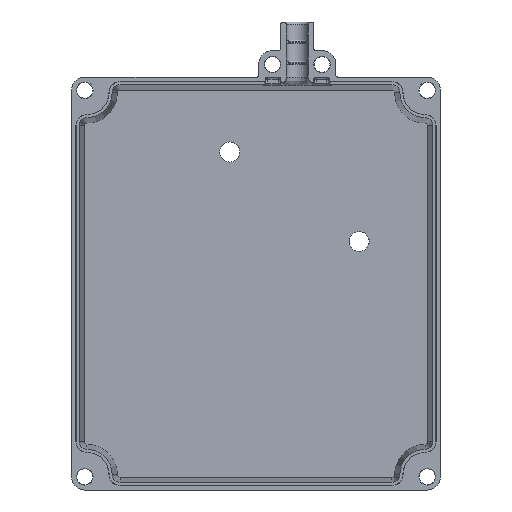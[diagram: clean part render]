
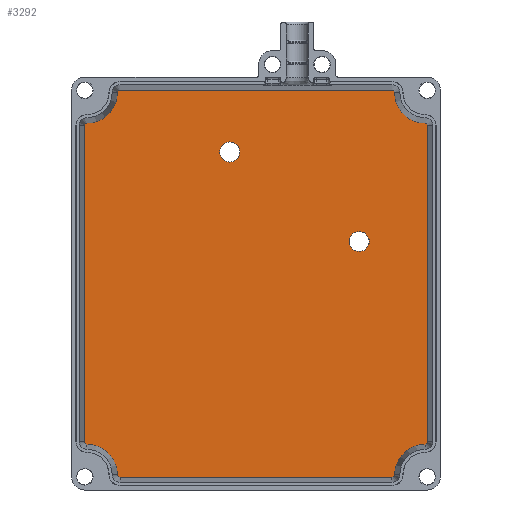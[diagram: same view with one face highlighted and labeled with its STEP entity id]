
A CAD part, top view. The second image highlights one B-rep face of the part: STEP entity #3292.
In plain terms, the highlighted planar face has unit normal (0, 0, 1).
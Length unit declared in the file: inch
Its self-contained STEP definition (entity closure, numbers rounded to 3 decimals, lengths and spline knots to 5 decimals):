
#89=PLANE('',#3672);
#197=LINE('',#4987,#402);
#366=LINE('',#6896,#571);
#367=LINE('',#6904,#572);
#368=LINE('',#6912,#573);
#402=VECTOR('',#3831,2.47);
#571=VECTOR('',#4624,2.87);
#572=VECTOR('',#4631,2.47);
#573=VECTOR('',#4638,2.87);
#700=FACE_BOUND('',#1119,.T.);
#701=FACE_BOUND('',#1120,.T.);
#886=FACE_OUTER_BOUND('',#1118,.T.);
#1118=EDGE_LOOP('',(#2978,#2979,#2980,#2981,#2982,#2983,#2984,#2985,#2986,
#2987,#2988,#2989,#2990,#2991,#2992,#2993));
#1119=EDGE_LOOP('',(#2994));
#1120=EDGE_LOOP('',(#2995));
#1217=CIRCLE('',#3447,0.09131);
#1231=CIRCLE('',#3470,0.09131);
#1304=CIRCLE('',#3673,0.02443);
#1305=CIRCLE('',#3674,0.02443);
#1306=CIRCLE('',#3675,0.27557);
#1307=CIRCLE('',#3676,0.02443);
#1308=CIRCLE('',#3677,0.02443);
#1309=CIRCLE('',#3678,0.27557);
#1310=CIRCLE('',#3679,0.02443);
#1311=CIRCLE('',#3680,0.02443);
#1312=CIRCLE('',#3681,0.27557);
#1313=CIRCLE('',#3682,0.02443);
#1314=CIRCLE('',#3683,0.02443);
#1315=CIRCLE('',#3684,0.27557);
#1379=VERTEX_POINT('',#4984);
#1380=VERTEX_POINT('',#4986);
#1471=VERTEX_POINT('',#5456);
#1489=VERTEX_POINT('',#5501);
#1602=VERTEX_POINT('',#6887);
#1603=VERTEX_POINT('',#6889);
#1604=VERTEX_POINT('',#6891);
#1605=VERTEX_POINT('',#6893);
#1606=VERTEX_POINT('',#6895);
#1607=VERTEX_POINT('',#6897);
#1608=VERTEX_POINT('',#6899);
#1609=VERTEX_POINT('',#6901);
#1610=VERTEX_POINT('',#6903);
#1611=VERTEX_POINT('',#6905);
#1612=VERTEX_POINT('',#6907);
#1613=VERTEX_POINT('',#6909);
#1614=VERTEX_POINT('',#6911);
#1615=VERTEX_POINT('',#6913);
#1687=EDGE_CURVE('',#1380,#1379,#197,.T.);
#1810=EDGE_CURVE('',#1471,#1471,#1217,.T.);
#1828=EDGE_CURVE('',#1489,#1489,#1231,.T.);
#2067=EDGE_CURVE('',#1602,#1380,#1304,.T.);
#2068=EDGE_CURVE('',#1379,#1603,#1305,.T.);
#2069=EDGE_CURVE('',#1603,#1604,#1306,.T.);
#2070=EDGE_CURVE('',#1604,#1605,#1307,.T.);
#2071=EDGE_CURVE('',#1605,#1606,#366,.T.);
#2072=EDGE_CURVE('',#1606,#1607,#1308,.T.);
#2073=EDGE_CURVE('',#1607,#1608,#1309,.T.);
#2074=EDGE_CURVE('',#1608,#1609,#1310,.T.);
#2075=EDGE_CURVE('',#1609,#1610,#367,.T.);
#2076=EDGE_CURVE('',#1610,#1611,#1311,.T.);
#2077=EDGE_CURVE('',#1611,#1612,#1312,.T.);
#2078=EDGE_CURVE('',#1612,#1613,#1313,.T.);
#2079=EDGE_CURVE('',#1613,#1614,#368,.T.);
#2080=EDGE_CURVE('',#1614,#1615,#1314,.T.);
#2081=EDGE_CURVE('',#1615,#1602,#1315,.T.);
#2978=ORIENTED_EDGE('',*,*,#2067,.T.);
#2979=ORIENTED_EDGE('',*,*,#1687,.T.);
#2980=ORIENTED_EDGE('',*,*,#2068,.T.);
#2981=ORIENTED_EDGE('',*,*,#2069,.T.);
#2982=ORIENTED_EDGE('',*,*,#2070,.T.);
#2983=ORIENTED_EDGE('',*,*,#2071,.T.);
#2984=ORIENTED_EDGE('',*,*,#2072,.T.);
#2985=ORIENTED_EDGE('',*,*,#2073,.T.);
#2986=ORIENTED_EDGE('',*,*,#2074,.T.);
#2987=ORIENTED_EDGE('',*,*,#2075,.T.);
#2988=ORIENTED_EDGE('',*,*,#2076,.T.);
#2989=ORIENTED_EDGE('',*,*,#2077,.T.);
#2990=ORIENTED_EDGE('',*,*,#2078,.T.);
#2991=ORIENTED_EDGE('',*,*,#2079,.T.);
#2992=ORIENTED_EDGE('',*,*,#2080,.T.);
#2993=ORIENTED_EDGE('',*,*,#2081,.T.);
#2994=ORIENTED_EDGE('',*,*,#1810,.T.);
#2995=ORIENTED_EDGE('',*,*,#1828,.T.);
#3292=ADVANCED_FACE('',(#886,#700,#701),#89,.T.);
#3447=AXIS2_PLACEMENT_3D('',#5457,#4055,#4056);
#3470=AXIS2_PLACEMENT_3D('',#5502,#4105,#4106);
#3672=AXIS2_PLACEMENT_3D('',#6886,#4614,#4615);
#3673=AXIS2_PLACEMENT_3D('',#6888,#4616,#4617);
#3674=AXIS2_PLACEMENT_3D('',#6890,#4618,#4619);
#3675=AXIS2_PLACEMENT_3D('',#6892,#4620,#4621);
#3676=AXIS2_PLACEMENT_3D('',#6894,#4622,#4623);
#3677=AXIS2_PLACEMENT_3D('',#6898,#4625,#4626);
#3678=AXIS2_PLACEMENT_3D('',#6900,#4627,#4628);
#3679=AXIS2_PLACEMENT_3D('',#6902,#4629,#4630);
#3680=AXIS2_PLACEMENT_3D('',#6906,#4632,#4633);
#3681=AXIS2_PLACEMENT_3D('',#6908,#4634,#4635);
#3682=AXIS2_PLACEMENT_3D('',#6910,#4636,#4637);
#3683=AXIS2_PLACEMENT_3D('',#6914,#4639,#4640);
#3684=AXIS2_PLACEMENT_3D('',#6915,#4641,#4642);
#3831=DIRECTION('',(-1.,0.,0.));
#4055=DIRECTION('center_axis',(0.,0.,-1.));
#4056=DIRECTION('ref_axis',(1.,0.,0.));
#4105=DIRECTION('center_axis',(0.,0.,-1.));
#4106=DIRECTION('ref_axis',(1.,0.,0.));
#4614=DIRECTION('center_axis',(0.,0.,1.));
#4615=DIRECTION('ref_axis',(1.,0.,0.));
#4616=DIRECTION('center_axis',(0.,0.,1.));
#4617=DIRECTION('ref_axis',(-1.,0.,0.));
#4618=DIRECTION('center_axis',(0.,0.,1.));
#4619=DIRECTION('ref_axis',(0.,-1.,0.));
#4620=DIRECTION('center_axis',(0.,0.,-1.));
#4621=DIRECTION('ref_axis',(0.,-1.,0.));
#4622=DIRECTION('center_axis',(0.,0.,1.));
#4623=DIRECTION('ref_axis',(0.,-1.,0.));
#4624=DIRECTION('',(0.,-1.,0.));
#4625=DIRECTION('center_axis',(0.,0.,1.));
#4626=DIRECTION('ref_axis',(1.,0.,0.));
#4627=DIRECTION('center_axis',(0.,0.,-1.));
#4628=DIRECTION('ref_axis',(1.,0.,0.));
#4629=DIRECTION('center_axis',(0.,0.,1.));
#4630=DIRECTION('ref_axis',(1.,0.,0.));
#4631=DIRECTION('',(1.,0.,0.));
#4632=DIRECTION('center_axis',(0.,0.,1.));
#4633=DIRECTION('ref_axis',(0.,1.,0.));
#4634=DIRECTION('center_axis',(0.,0.,-1.));
#4635=DIRECTION('ref_axis',(0.,1.,0.));
#4636=DIRECTION('center_axis',(0.,0.,1.));
#4637=DIRECTION('ref_axis',(0.,1.,0.));
#4638=DIRECTION('',(0.,1.,0.));
#4639=DIRECTION('center_axis',(0.,0.,1.));
#4640=DIRECTION('ref_axis',(-1.,0.,0.));
#4641=DIRECTION('center_axis',(0.,0.,-1.));
#4642=DIRECTION('ref_axis',(-1.,0.,0.));
#4984=CARTESIAN_POINT('',(-1.11,1.75943,-1.305));
#4986=CARTESIAN_POINT('',(1.36,1.75943,-1.305));
#4987=CARTESIAN_POINT('',(-1.11,1.75943,-1.305));
#5456=CARTESIAN_POINT('',(-0.20431,1.1965,-1.305));
#5457=CARTESIAN_POINT('Origin',(-0.113,1.1965,-1.305));
#5501=CARTESIAN_POINT('',(0.97069,0.384,-1.305));
#5502=CARTESIAN_POINT('Origin',(1.062,0.384,-1.305));
#6886=CARTESIAN_POINT('Origin',(0.125,0.,-1.305));
#6887=CARTESIAN_POINT('',(1.38443,1.735,-1.305));
#6888=CARTESIAN_POINT('Origin',(1.36,1.735,-1.305));
#6889=CARTESIAN_POINT('',(-1.13443,1.735,-1.305));
#6890=CARTESIAN_POINT('Origin',(-1.11,1.735,-1.305));
#6891=CARTESIAN_POINT('',(-1.41,1.45943,-1.305));
#6892=CARTESIAN_POINT('Origin',(-1.41,1.735,-1.305));
#6893=CARTESIAN_POINT('',(-1.43443,1.435,-1.305));
#6894=CARTESIAN_POINT('Origin',(-1.41,1.435,-1.305));
#6895=CARTESIAN_POINT('',(-1.43443,-1.435,-1.305));
#6896=CARTESIAN_POINT('',(-1.43443,-1.435,-1.305));
#6897=CARTESIAN_POINT('',(-1.41,-1.45943,-1.305));
#6898=CARTESIAN_POINT('Origin',(-1.41,-1.435,-1.305));
#6899=CARTESIAN_POINT('',(-1.13443,-1.735,-1.305));
#6900=CARTESIAN_POINT('Origin',(-1.41,-1.735,-1.305));
#6901=CARTESIAN_POINT('',(-1.11,-1.75943,-1.305));
#6902=CARTESIAN_POINT('Origin',(-1.11,-1.735,-1.305));
#6903=CARTESIAN_POINT('',(1.36,-1.75943,-1.305));
#6904=CARTESIAN_POINT('',(1.36,-1.75943,-1.305));
#6905=CARTESIAN_POINT('',(1.38443,-1.735,-1.305));
#6906=CARTESIAN_POINT('Origin',(1.36,-1.735,-1.305));
#6907=CARTESIAN_POINT('',(1.66,-1.45943,-1.305));
#6908=CARTESIAN_POINT('Origin',(1.66,-1.735,-1.305));
#6909=CARTESIAN_POINT('',(1.68443,-1.435,-1.305));
#6910=CARTESIAN_POINT('Origin',(1.66,-1.435,-1.305));
#6911=CARTESIAN_POINT('',(1.68443,1.435,-1.305));
#6912=CARTESIAN_POINT('',(1.68443,1.435,-1.305));
#6913=CARTESIAN_POINT('',(1.66,1.45943,-1.305));
#6914=CARTESIAN_POINT('Origin',(1.66,1.435,-1.305));
#6915=CARTESIAN_POINT('Origin',(1.66,1.735,-1.305));
